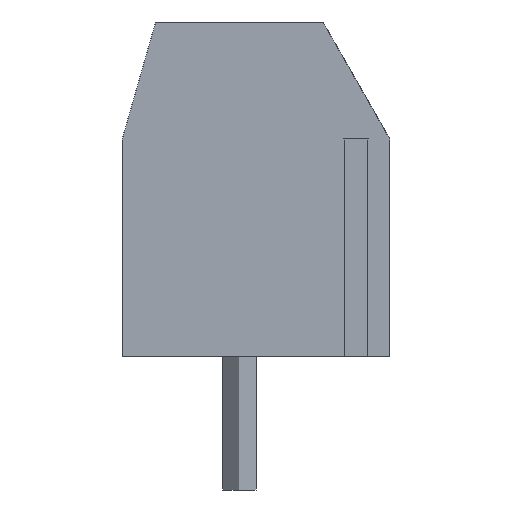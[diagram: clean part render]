
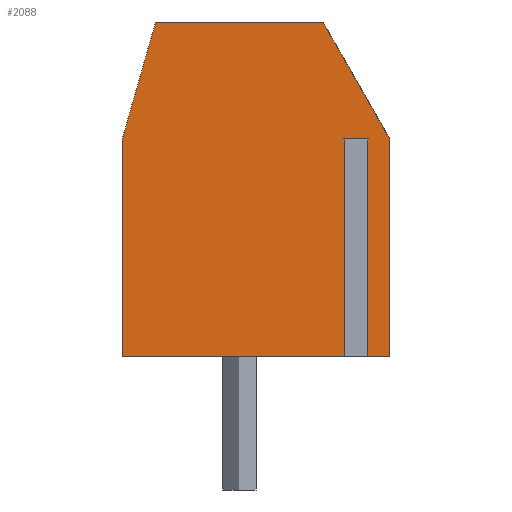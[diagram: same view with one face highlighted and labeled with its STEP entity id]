
A CAD part, left-side view. The second image highlights one B-rep face of the part: STEP entity #2088.
In plain terms, the highlighted planar face has unit normal (-1, 0, 0).
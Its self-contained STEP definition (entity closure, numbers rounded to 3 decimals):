
#515 = VERTEX_POINT('',#516);
#516 = CARTESIAN_POINT('',(-10.,3.7,0.1));
#524 = EDGE_CURVE('',#515,#525,#527,.T.);
#525 = VERTEX_POINT('',#526);
#526 = CARTESIAN_POINT('',(-10.,3.7,6.6));
#527 = LINE('',#528,#529);
#528 = CARTESIAN_POINT('',(-10.,3.7,0.1));
#529 = VECTOR('',#530,1.);
#530 = DIRECTION('',(0.,0.,1.));
#1455 = EDGE_CURVE('',#1456,#515,#1458,.T.);
#1456 = VERTEX_POINT('',#1457);
#1457 = CARTESIAN_POINT('',(-10.,-2.95,0.1));
#1458 = LINE('',#1459,#1460);
#1459 = CARTESIAN_POINT('',(-10.,-4.3,0.1));
#1460 = VECTOR('',#1461,1.);
#1461 = DIRECTION('',(0.,1.,0.));
#1496 = VERTEX_POINT('',#1497);
#1497 = CARTESIAN_POINT('',(-10.,-3.65,0.1));
#1503 = EDGE_CURVE('',#1504,#1496,#1506,.T.);
#1504 = VERTEX_POINT('',#1505);
#1505 = CARTESIAN_POINT('',(-10.,-4.3,0.1));
#1506 = LINE('',#1507,#1508);
#1507 = CARTESIAN_POINT('',(-10.,-4.3,0.1));
#1508 = VECTOR('',#1509,1.);
#1509 = DIRECTION('',(0.,1.,0.));
#2088 = ADVANCED_FACE('',(#2089),#2146,.T.);
#2089 = FACE_BOUND('',#2090,.T.);
#2090 = EDGE_LOOP('',(#2091,#2101,#2107,#2108,#2109,#2117,#2125,#2131,
    #2132,#2140));
#2091 = ORIENTED_EDGE('',*,*,#2092,.T.);
#2092 = EDGE_CURVE('',#2093,#2095,#2097,.T.);
#2093 = VERTEX_POINT('',#2094);
#2094 = CARTESIAN_POINT('',(-10.,-2.3,10.1));
#2095 = VERTEX_POINT('',#2096);
#2096 = CARTESIAN_POINT('',(-10.,2.7,10.1));
#2097 = LINE('',#2098,#2099);
#2098 = CARTESIAN_POINT('',(-10.,-4.3,10.1));
#2099 = VECTOR('',#2100,1.);
#2100 = DIRECTION('',(0.,1.,0.));
#2101 = ORIENTED_EDGE('',*,*,#2102,.T.);
#2102 = EDGE_CURVE('',#2095,#525,#2103,.T.);
#2103 = LINE('',#2104,#2105);
#2104 = CARTESIAN_POINT('',(-10.,4.007,5.527));
#2105 = VECTOR('',#2106,1.);
#2106 = DIRECTION('',(0.,0.275,-0.962));
#2107 = ORIENTED_EDGE('',*,*,#524,.F.);
#2108 = ORIENTED_EDGE('',*,*,#1455,.F.);
#2109 = ORIENTED_EDGE('',*,*,#2110,.T.);
#2110 = EDGE_CURVE('',#1456,#2111,#2113,.T.);
#2111 = VERTEX_POINT('',#2112);
#2112 = CARTESIAN_POINT('',(-10.,-2.95,6.6));
#2113 = LINE('',#2114,#2115);
#2114 = CARTESIAN_POINT('',(-10.,-2.95,0.1));
#2115 = VECTOR('',#2116,1.);
#2116 = DIRECTION('',(0.,0.,1.));
#2117 = ORIENTED_EDGE('',*,*,#2118,.F.);
#2118 = EDGE_CURVE('',#2119,#2111,#2121,.T.);
#2119 = VERTEX_POINT('',#2120);
#2120 = CARTESIAN_POINT('',(-10.,-3.65,6.6));
#2121 = LINE('',#2122,#2123);
#2122 = CARTESIAN_POINT('',(-10.,-3.65,6.6));
#2123 = VECTOR('',#2124,1.);
#2124 = DIRECTION('',(0.,1.,0.));
#2125 = ORIENTED_EDGE('',*,*,#2126,.F.);
#2126 = EDGE_CURVE('',#1496,#2119,#2127,.T.);
#2127 = LINE('',#2128,#2129);
#2128 = CARTESIAN_POINT('',(-10.,-3.65,0.1));
#2129 = VECTOR('',#2130,1.);
#2130 = DIRECTION('',(0.,0.,1.));
#2131 = ORIENTED_EDGE('',*,*,#1503,.F.);
#2132 = ORIENTED_EDGE('',*,*,#2133,.T.);
#2133 = EDGE_CURVE('',#1504,#2134,#2136,.T.);
#2134 = VERTEX_POINT('',#2135);
#2135 = CARTESIAN_POINT('',(-10.,-4.3,6.6));
#2136 = LINE('',#2137,#2138);
#2137 = CARTESIAN_POINT('',(-10.,-4.3,0.1));
#2138 = VECTOR('',#2139,1.);
#2139 = DIRECTION('',(0.,0.,1.));
#2140 = ORIENTED_EDGE('',*,*,#2141,.T.);
#2141 = EDGE_CURVE('',#2134,#2093,#2142,.T.);
#2142 = LINE('',#2143,#2144);
#2143 = CARTESIAN_POINT('',(-10.,-5.2,5.025));
#2144 = VECTOR('',#2145,1.);
#2145 = DIRECTION('',(0.,0.496,0.868));
#2146 = PLANE('',#2147);
#2147 = AXIS2_PLACEMENT_3D('',#2148,#2149,#2150);
#2148 = CARTESIAN_POINT('',(-10.,-4.3,0.1));
#2149 = DIRECTION('',(-1.,0.,0.));
#2150 = DIRECTION('',(0.,1.,0.));
